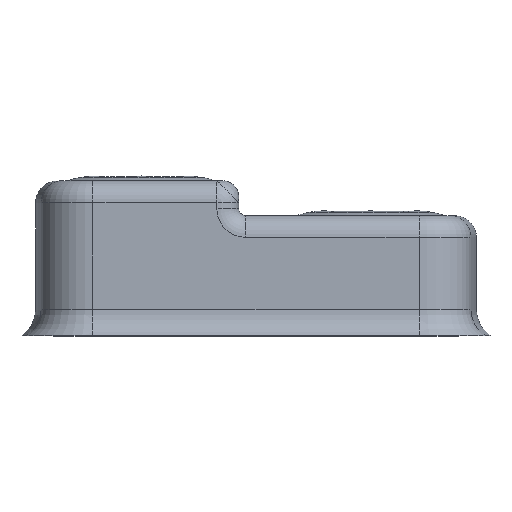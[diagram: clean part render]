
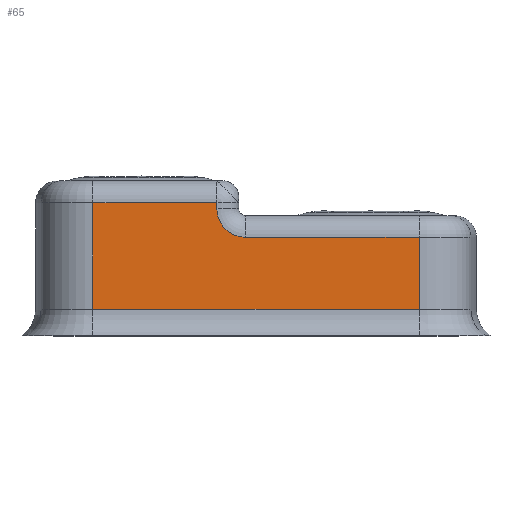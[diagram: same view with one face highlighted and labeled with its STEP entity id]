
A CAD part, top view. The second image highlights one B-rep face of the part: STEP entity #65.
In plain terms, the highlighted planar face has unit normal (0, 0, 1).
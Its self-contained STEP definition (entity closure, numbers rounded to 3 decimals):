
#65=ADVANCED_FACE('',(#210),#211,.T.);
#210=FACE_OUTER_BOUND('',#461,.T.);
#211=PLANE('',#462);
#461=EDGE_LOOP('',(#1269,#1270,#1271,#1272,#1273,#1274,#1275));
#462=AXIS2_PLACEMENT_3D('',#1276,#1277,#1278);
#1269=ORIENTED_EDGE('',*,*,#2077,.T.);
#1270=ORIENTED_EDGE('',*,*,#2062,.T.);
#1271=ORIENTED_EDGE('',*,*,#2058,.T.);
#1272=ORIENTED_EDGE('',*,*,#2078,.T.);
#1273=ORIENTED_EDGE('',*,*,#2079,.T.);
#1274=ORIENTED_EDGE('',*,*,#2080,.F.);
#1275=ORIENTED_EDGE('',*,*,#2081,.T.);
#1276=CARTESIAN_POINT('',(-18.765,0.0,15.35));
#1277=DIRECTION('',(0.0,0.0,1.0));
#1278=DIRECTION('',(1.0,-0.0,0.0));
#2058=EDGE_CURVE('',#2379,#2376,#2380,.T.);
#2062=EDGE_CURVE('',#2385,#2379,#2386,.T.);
#2077=EDGE_CURVE('',#2410,#2385,#2412,.T.);
#2078=EDGE_CURVE('',#2376,#2413,#2414,.T.);
#2079=EDGE_CURVE('',#2413,#2415,#2416,.T.);
#2080=EDGE_CURVE('',#2417,#2415,#2418,.T.);
#2081=EDGE_CURVE('',#2417,#2410,#2419,.T.);
#2376=VERTEX_POINT('',#2851);
#2379=VERTEX_POINT('',#2854);
#2380=LINE('',#2855,#2856);
#2385=VERTEX_POINT('',#2862);
#2386=LINE('',#2863,#2864);
#2410=VERTEX_POINT('',#2897);
#2412=LINE('',#2899,#2900);
#2413=VERTEX_POINT('',#2901);
#2414=LINE('',#2902,#2903);
#2415=VERTEX_POINT('',#2904);
#2416=LINE('',#2905,#2906);
#2417=VERTEX_POINT('',#2907);
#2418=CIRCLE('',#2908,3.3);
#2419=LINE('',#2909,#2910);
#2851=CARTESIAN_POINT('',(18.765,3.0,15.35));
#2854=CARTESIAN_POINT('',(-18.765,3.0,15.35));
#2855=CARTESIAN_POINT('',(-18.765,3.0,15.35));
#2856=VECTOR('',#3495,37.53);
#2862=CARTESIAN_POINT('',(-18.765,15.3,15.35));
#2863=CARTESIAN_POINT('',(-18.765,15.3,15.35));
#2864=VECTOR('',#3503,12.3);
#2897=CARTESIAN_POINT('',(-4.5,15.3,15.35));
#2899=CARTESIAN_POINT('',(-4.5,15.3,15.35));
#2900=VECTOR('',#3534,14.265);
#2901=CARTESIAN_POINT('',(18.765,11.3,15.35));
#2902=CARTESIAN_POINT('',(18.765,3.0,15.35));
#2903=VECTOR('',#3535,8.3);
#2904=CARTESIAN_POINT('',(-1.2,11.3,15.35));
#2905=CARTESIAN_POINT('',(18.765,11.3,15.35));
#2906=VECTOR('',#3536,19.965);
#2907=CARTESIAN_POINT('',(-4.5,14.6,15.35));
#2908=AXIS2_PLACEMENT_3D('',#3537,#3538,#3539);
#2909=CARTESIAN_POINT('',(-4.5,14.6,15.35));
#2910=VECTOR('',#3540,0.7);
#3495=DIRECTION('',(1.0,0.0,0.0));
#3503=DIRECTION('',(0.,-1.0,0.0));
#3534=DIRECTION('',(-1.0,0.0,0.0));
#3535=DIRECTION('',(0.0,1.0,0.0));
#3536=DIRECTION('',(-1.,0.,0.));
#3537=CARTESIAN_POINT('',(-1.2,14.6,15.35));
#3538=DIRECTION('',(0.0,0.0,1.0));
#3539=DIRECTION('',(-1.,0.,0.0));
#3540=DIRECTION('',(0.,1.,0.));
